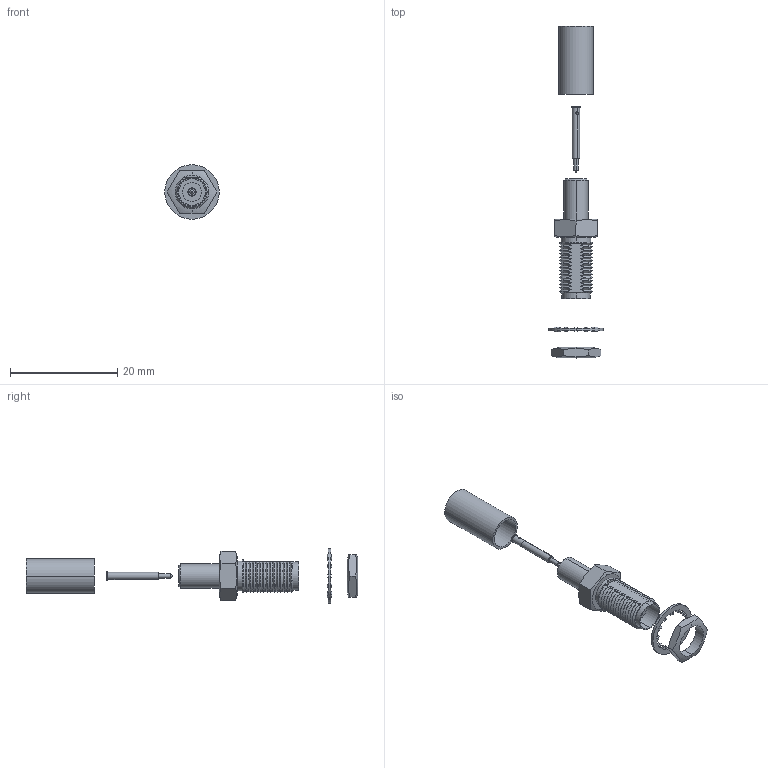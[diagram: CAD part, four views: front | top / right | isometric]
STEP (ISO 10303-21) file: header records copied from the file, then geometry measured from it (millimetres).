
FILE_DESCRIPTION (( 'STEP AP203' ), '1' );
FILE_NAME ('ARSJ-3700.STEP', '2010-10-06T13:15:07', ( 'x' ), ( 'Microsoft' ), 'SwSTEP 2.0', 'SolidWorks 2010', '' );
FILE_SCHEMA (( 'CONFIG_CONTROL_DESIGN' ));
Length unit declared in the file: inch
Products named in the file (6): ARSJ-3700; ARSJ-3700-MA1; ARSJ-3700-MA4; ARSJ-3700-MA5_with contours; ARSJ-3700-MA2; ARSJ-3700-MA3
Assembly tree (5 placements, depth 2):
  ARSJ-3700
    ARSJ-3700-MA3
    ARSJ-3700-MA2
    ARSJ-3700-MA1
    ARSJ-3700-MA5_with contours
    ARSJ-3700-MA4
Bounding box: 10.16 x 61.84 x 10.16 mm (x, y, z)
Volume: 668.3 mm3; surface area: 1581.6 mm2
Topology: 5 solids, 5 shells, 254 faces, 689 edges, 451 vertices
Faces by surface type: plane 152, cylinder 47, cone 47, torus 8
Entity records: 8875 total; most frequent: CARTESIAN_POINT 1904, ORIENTED_EDGE 1378, DIRECTION 1271, EDGE_CURVE 689, VERTEX_POINT 451, AXIS2_PLACEMENT_3D 438, VECTOR 395, LINE 395
